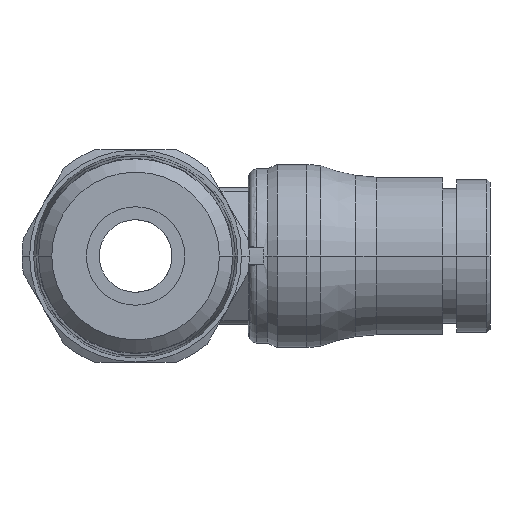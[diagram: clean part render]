
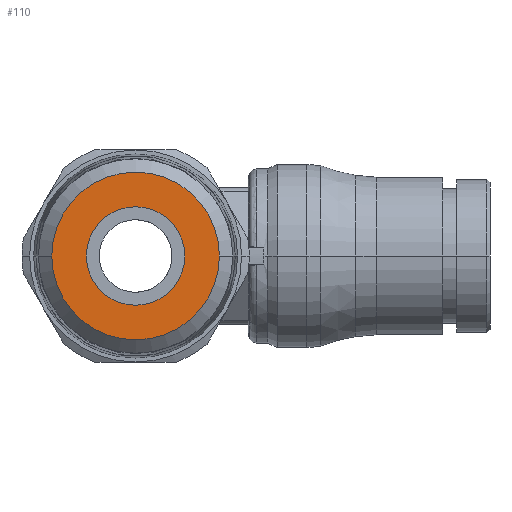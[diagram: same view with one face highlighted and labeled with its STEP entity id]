
A CAD part, left-side view. The second image highlights one B-rep face of the part: STEP entity #110.
In plain terms, the highlighted planar face has unit normal (-1, 0, 0).
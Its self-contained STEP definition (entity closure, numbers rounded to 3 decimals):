
#110=ADVANCED_FACE('',(#370,#371),#372,.T.);
#370=FACE_BOUND('',#765,.T.);
#371=FACE_OUTER_BOUND('',#766,.T.);
#372=PLANE('',#767);
#765=EDGE_LOOP('',(#1507,#1508));
#766=EDGE_LOOP('',(#1509,#1510));
#767=AXIS2_PLACEMENT_3D('',#1511,#1512,#1513);
#1507=ORIENTED_EDGE('',*,*,#2736,.T.);
#1508=ORIENTED_EDGE('',*,*,#2715,.T.);
#1509=ORIENTED_EDGE('',*,*,#2697,.F.);
#1510=ORIENTED_EDGE('',*,*,#2742,.F.);
#1511=CARTESIAN_POINT('',(-58.671,-2.767,0.0));
#1512=DIRECTION('',(-1.0,0.,-0.0));
#1513=DIRECTION('',(0.,1.0,0.0));
#2697=EDGE_CURVE('',#3300,#3303,#3304,.T.);
#2715=EDGE_CURVE('',#3330,#3334,#3336,.T.);
#2736=EDGE_CURVE('',#3334,#3330,#3368,.T.);
#2742=EDGE_CURVE('',#3303,#3300,#3376,.T.);
#3300=VERTEX_POINT('',#4274);
#3303=VERTEX_POINT('',#4278);
#3304=CIRCLE('',#4279,5.535);
#3330=VERTEX_POINT('',#4312);
#3334=VERTEX_POINT('',#4317);
#3336=CIRCLE('',#4320,3.25);
#3368=CIRCLE('',#4358,3.25);
#3376=CIRCLE('',#4366,5.535);
#4274=CARTESIAN_POINT('',(-58.671,-5.535,0.0));
#4278=CARTESIAN_POINT('',(-58.671,5.535,0.));
#4279=AXIS2_PLACEMENT_3D('',#5721,#5722,#5723);
#4312=CARTESIAN_POINT('',(-58.671,0.,-3.25));
#4317=CARTESIAN_POINT('',(-58.671,0.,3.25));
#4320=AXIS2_PLACEMENT_3D('',#5757,#5758,#5759);
#4358=AXIS2_PLACEMENT_3D('',#5808,#5809,#5810);
#4366=AXIS2_PLACEMENT_3D('',#5826,#5827,#5828);
#5721=CARTESIAN_POINT('',(-58.671,0.0,0.0));
#5722=DIRECTION('',(1.0,0.,0.0));
#5723=DIRECTION('',(0.,-1.0,0.0));
#5757=CARTESIAN_POINT('',(-58.671,0.0,0.0));
#5758=DIRECTION('',(1.0,0.,0.0));
#5759=DIRECTION('',(0.0,0.0,-1.0));
#5808=CARTESIAN_POINT('',(-58.671,0.0,0.0));
#5809=DIRECTION('',(1.0,0.,0.0));
#5810=DIRECTION('',(0.0,0.0,-1.0));
#5826=CARTESIAN_POINT('',(-58.671,0.0,0.0));
#5827=DIRECTION('',(1.0,0.,0.0));
#5828=DIRECTION('',(0.,-1.0,0.0));
